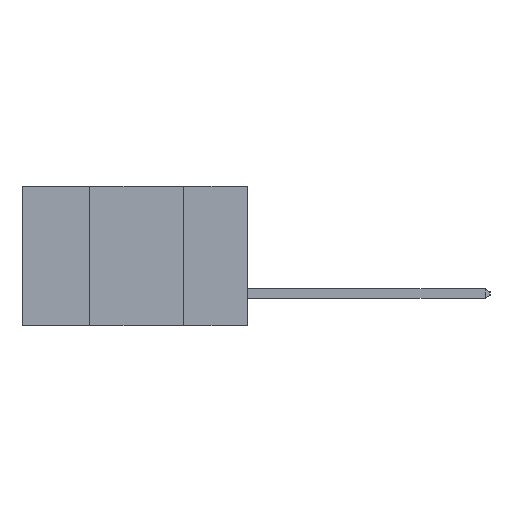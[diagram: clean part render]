
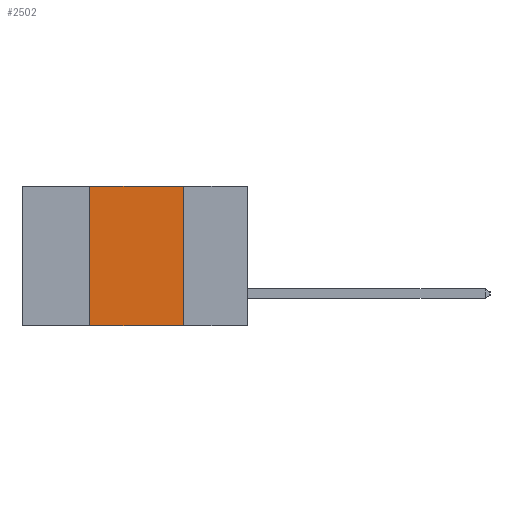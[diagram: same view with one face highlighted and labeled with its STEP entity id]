
A CAD part, left-side view. The second image highlights one B-rep face of the part: STEP entity #2502.
In plain terms, the highlighted planar face has unit normal (-1, 0, 0).
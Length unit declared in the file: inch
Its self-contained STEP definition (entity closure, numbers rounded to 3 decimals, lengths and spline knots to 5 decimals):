
#60 = LINE ( 'NONE', #2564, #10000 ) ;
#444 = VECTOR ( 'NONE', #1222, 39.37008 ) ;
#445 = ORIENTED_EDGE ( 'NONE', *, *, #3584, .F. ) ;
#698 = ORIENTED_EDGE ( 'NONE', *, *, #8294, .T. ) ;
#953 = CARTESIAN_POINT ( 'NONE',  ( 0., 0.17, -0.37 ) ) ;
#1222 = DIRECTION ( 'NONE',  ( 0., 0., 1. ) ) ;
#2341 = DIRECTION ( 'NONE',  ( 0., -1., 0. ) ) ;
#2502 = ADVANCED_FACE ( 'NONE', ( #4324 ), #4634, .F. ) ;
#2564 = CARTESIAN_POINT ( 'NONE',  ( 0., 0.6, 0. ) ) ;
#2636 = ORIENTED_EDGE ( 'NONE', *, *, #7414, .F. ) ;
#3372 = CARTESIAN_POINT ( 'NONE',  ( 0., 0.17, -0.37 ) ) ;
#3584 = EDGE_CURVE ( 'NONE', #4702, #3603, #6119, .T. ) ;
#3603 = VERTEX_POINT ( 'NONE', #953 ) ;
#4324 = FACE_OUTER_BOUND ( 'NONE', #7477, .T. ) ;
#4451 = DIRECTION ( 'NONE',  ( 0., 0., -1. ) ) ;
#4475 = DIRECTION ( 'NONE',  ( 1., 0., 0. ) ) ;
#4534 = CARTESIAN_POINT ( 'NONE',  ( 0., 0.6, 0. ) ) ;
#4634 = PLANE ( 'NONE',  #7581 ) ;
#4702 = VERTEX_POINT ( 'NONE', #4722 ) ;
#4722 = CARTESIAN_POINT ( 'NONE',  ( 0., 0.17, 0. ) ) ;
#4760 = ORIENTED_EDGE ( 'NONE', *, *, #7596, .F. ) ;
#4838 = CARTESIAN_POINT ( 'NONE',  ( 0., 0.42, 0. ) ) ;
#5712 = LINE ( 'NONE', #6298, #9516 ) ;
#6119 = LINE ( 'NONE', #3372, #10148 ) ;
#6298 = CARTESIAN_POINT ( 'NONE',  ( 0., 0.6, -0.37 ) ) ;
#6575 = CARTESIAN_POINT ( 'NONE',  ( 0., 0.42, -0.37 ) ) ;
#6799 = CARTESIAN_POINT ( 'NONE',  ( 0., 0.42, -0.37 ) ) ;
#7268 = DIRECTION ( 'NONE',  ( 0., -1., 0. ) ) ;
#7414 = EDGE_CURVE ( 'NONE', #8940, #4702, #60, .T. ) ;
#7477 = EDGE_LOOP ( 'NONE', ( #445, #2636, #4760, #698 ) ) ;
#7581 = AXIS2_PLACEMENT_3D ( 'NONE', #4534, #4475, #4451 ) ;
#7596 = EDGE_CURVE ( 'NONE', #9302, #8940, #8576, .T. ) ;
#8022 = DIRECTION ( 'NONE',  ( 0., 0., -1. ) ) ;
#8294 = EDGE_CURVE ( 'NONE', #9302, #3603, #5712, .T. ) ;
#8576 = LINE ( 'NONE', #6799, #444 ) ;
#8940 = VERTEX_POINT ( 'NONE', #4838 ) ;
#9302 = VERTEX_POINT ( 'NONE', #6575 ) ;
#9516 = VECTOR ( 'NONE', #2341, 39.37008 ) ;
#10000 = VECTOR ( 'NONE', #7268, 39.37008 ) ;
#10148 = VECTOR ( 'NONE', #8022, 39.37008 ) ;
